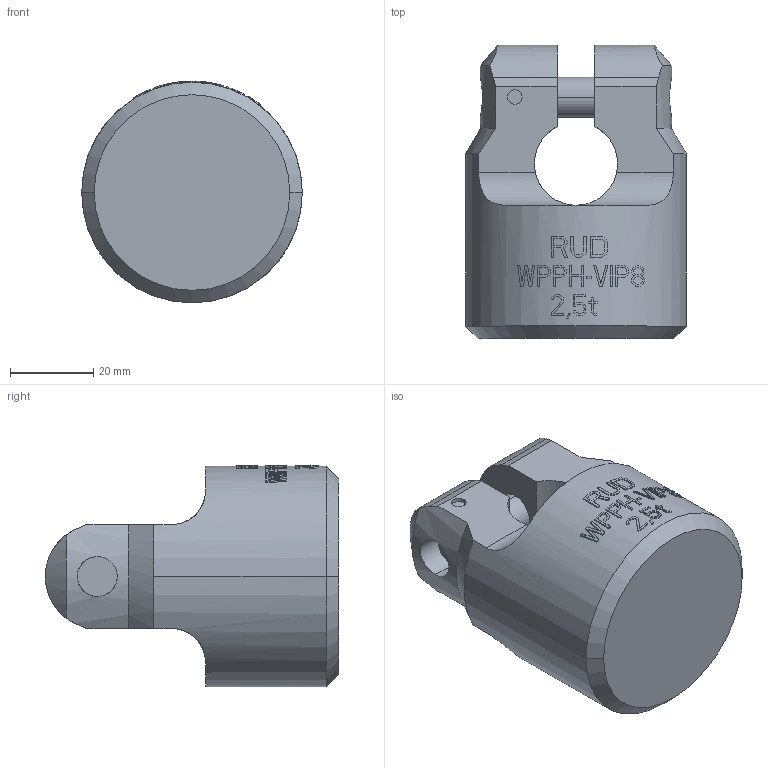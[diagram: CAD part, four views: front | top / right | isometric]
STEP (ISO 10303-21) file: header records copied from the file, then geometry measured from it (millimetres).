
FILE_DESCRIPTION((''),'2;1');
FILE_NAME('001-M31442-P03','2004-10-11T',('Haas'),(''),'PRO/ENGINEER BY PARAMETRIC TECHNOLOGY CORPORATION, 2003450','PRO/ENGINEER BY PARAMETRIC TECHNOLOGY CORPORATION, 2003450','');
FILE_SCHEMA(('CONFIG_CONTROL_DESIGN'));
Length unit declared in the file: millimetre
Products named in the file (1): 001-M31442-P03
Bounding box: 53 x 70.5 x 53.25 mm (x, y, z)
Volume: 100967.9 mm3; surface area: 15430.2 mm2
Topology: 1 solids, 1 shells, 414 faces, 1151 edges, 766 vertices
Faces by surface type: plane 364, cylinder 44, cone 6
Entity records: 13352 total; most frequent: CARTESIAN_POINT 3396, ORIENTED_EDGE 2302, DIRECTION 1711, EDGE_CURVE 1151, VERTEX_POINT 766, AXIS2_PLACEMENT_3D 596, VECTOR 519, LINE 519
